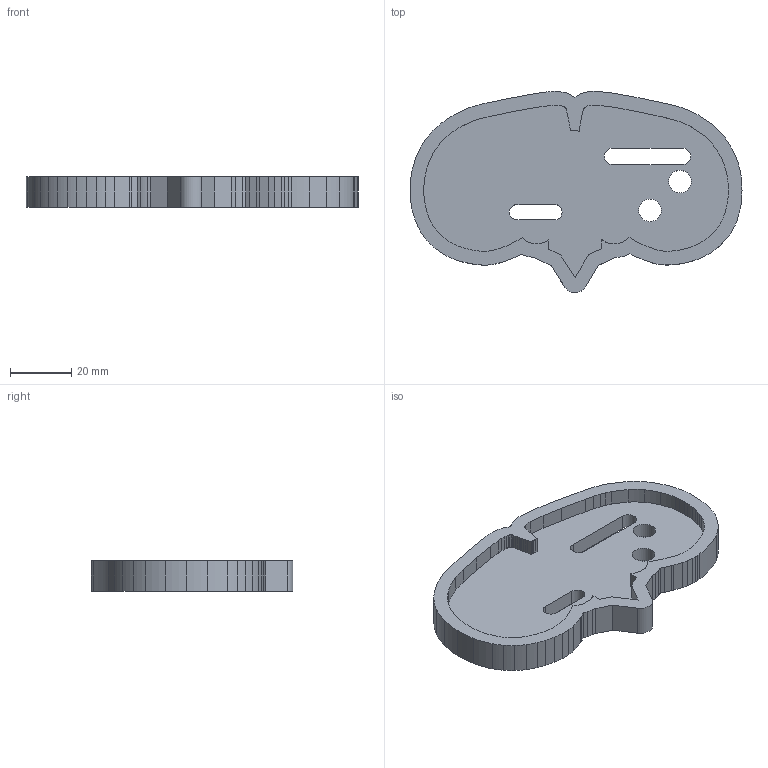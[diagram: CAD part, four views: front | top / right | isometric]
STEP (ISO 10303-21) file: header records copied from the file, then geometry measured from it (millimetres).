
FILE_DESCRIPTION(/* description */ (''),/* implementation_level */ '2;1');
FILE_NAME(/* name */ 'BLINK-E.step',/* time_stamp */ '2026-01-05T02:36:08Z',/* author */ (''),/* organization */ (''),/* preprocessor_version */ 'ST-DEVELOPER v20.1',/* originating_system */ 'Autodesk Translation Framework v14.21.0.0',/* authorisation */ '');
FILE_SCHEMA (('AUTOMOTIVE_DESIGN { 1 0 10303 214 3 1 1 }'));
Length unit declared in the file: millimetre
Products named in the file (1): 2026-01-05-02-36-08-406
Bounding box: 108.32 x 65.69 x 10 mm (x, y, z)
Volume: 31399 mm3; surface area: 15055.4 mm2
Topology: 1 solids, 1 shells, 211 faces, 624 edges, 416 vertices
Faces by surface type: cylinder 108, plane 103
Full cylindrical faces by diameter (mm): 7.36 x2
Entity records: 7170 total; most frequent: DIRECTION 1264, CARTESIAN_POINT 1252, ORIENTED_EDGE 1248, EDGE_CURVE 624, AXIS2_PLACEMENT_3D 428, VERTEX_POINT 416, LINE 408, VECTOR 408
